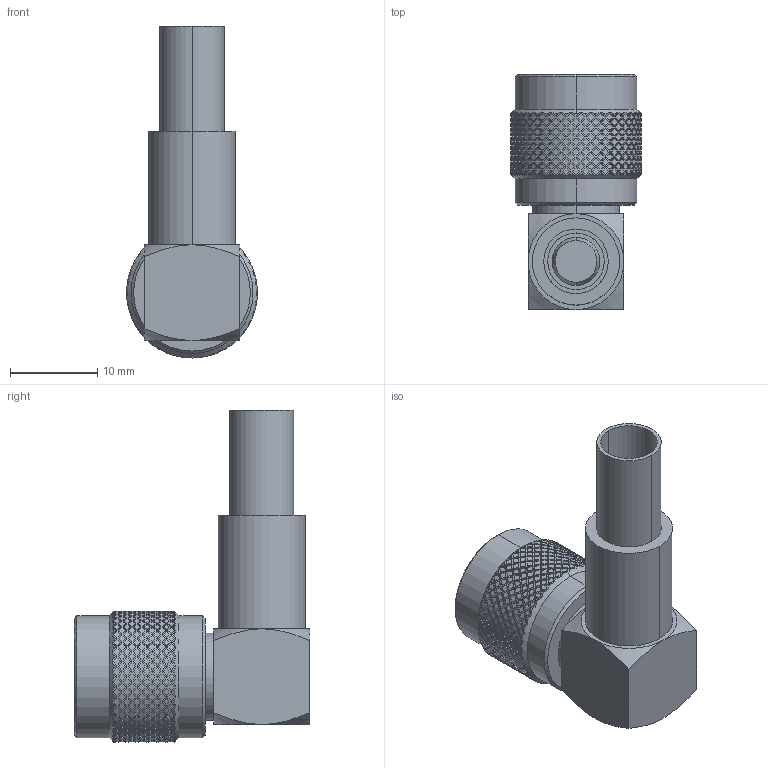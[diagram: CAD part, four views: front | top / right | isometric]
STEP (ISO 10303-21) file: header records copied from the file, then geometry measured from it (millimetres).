
FILE_DESCRIPTION((''),'2;1');
FILE_NAME('1','2021-08-28T',('Administrator'),(''),'PRO/ENGINEER BY PARAMETRIC TECHNOLOGY CORPORATION, 2012090','PRO/ENGINEER BY PARAMETRIC TECHNOLOGY CORPORATION, 2012090','');
FILE_SCHEMA(('CONFIG_CONTROL_DESIGN'));
Length unit declared in the file: millimetre
Products named in the file (1): 1
Bounding box: 15 x 27 x 38.1 mm (x, y, z)
Volume: 4614.8 mm3; surface area: 3697.4 mm2
Topology: 1 solids, 1 shells, 3824 faces, 8906 edges, 5096 vertices
Faces by surface type: bspline 3126, cylinder 604, cone 70, plane 20, torus 4
Entity records: 214250 total; most frequent: CARTESIAN_POINT 153262, ORIENTED_EDGE 17812, EDGE_CURVE 8906, B_SPLINE_CURVE_WITH_KNOTS 7610, VERTEX_POINT 5096, EDGE_LOOP 3836, FACE_OUTER_BOUND 3824, ADVANCED_FACE 3824
